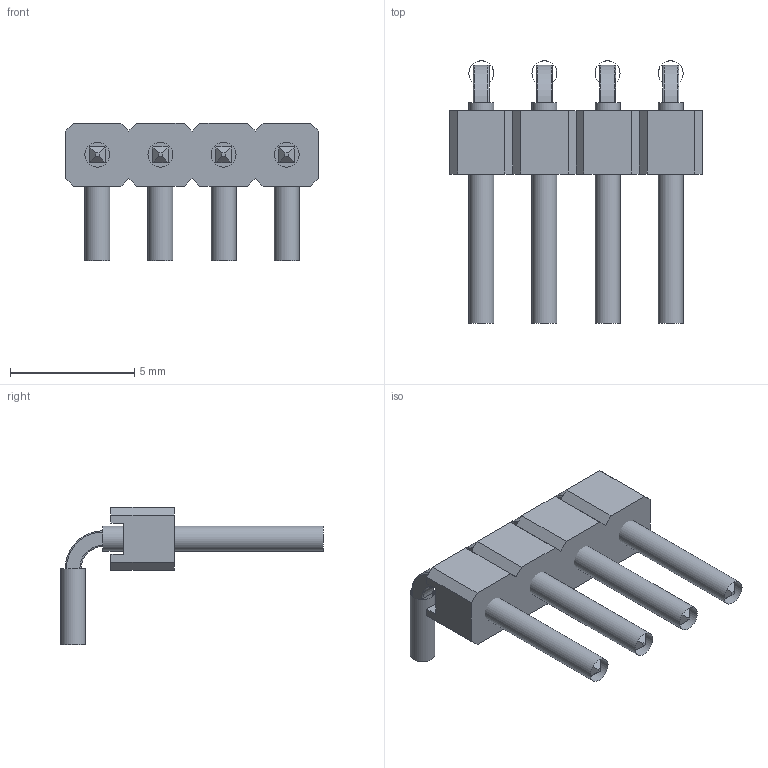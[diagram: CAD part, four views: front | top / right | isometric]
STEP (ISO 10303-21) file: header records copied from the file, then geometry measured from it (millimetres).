
FILE_DESCRIPTION(/* description */ ('-'),/* implementation_level */ '2;1');
FILE_NAME(/* name */ 'Stiftleiste, RM 2,54 mm - 6-3 mm, gewinkelt 90° stehend - 1 x 4 - schwarz',/* time_stamp */ '2022-04-28T23:25:38+02:00',/* author */ ('c.wilms'),/* organization */ ('-'),/* preprocessor_version */ 'ST-DEVELOPER v16.7',/* originating_system */ 'Solid Edge',/* authorisation */ 'Unknown');
FILE_SCHEMA (('AUTOMOTIVE_DESIGN {1 0 10303 214 3 1 1}'));
Length unit declared in the file: millimetre
Products named in the file (3): Stiftleiste, RM 2,54 mm - 6-3 mm, gewinkelt 90° stehend - 1 x 4 - sch
warz; Stiftleiste, RM 2,54 mm - Träger - 1 x 4 - schwarz; Stiftleiste, RM 2,54 mm - Stift, Reihe 1 -  6-3 mm, gewinkelt 90° ste
hend
Assembly tree (5 placements, depth 2):
  Stiftleiste, RM 2,54 mm - 6-3 mm, gewinkelt 90° stehend - 1 x 4 - sch
warz
    Stiftleiste, RM 2,54 mm - Träger - 1 x 4 - schwarz
    Stiftleiste, RM 2,54 mm - Stift, Reihe 1 -  6-3 mm, gewinkelt 90° ste
hend  x4
Bounding box: 10.16 x 10.56 x 5.54 mm (x, y, z)
Volume: 75.8 mm3; surface area: 428.7 mm2
Topology: 5 solids, 13 shells, 192 faces, 514 edges, 332 vertices
Faces by surface type: plane 112, cylinder 64, torus 16
Full cylindrical faces by diameter (mm): 1 x8
Entity records: 3199 total; most frequent: CARTESIAN_POINT 544, DIRECTION 538, ORIENTED_EDGE 528, EDGE_CURVE 266, LINE 198, VECTOR 198, VERTEX_POINT 176, AXIS2_PLACEMENT_3D 170
